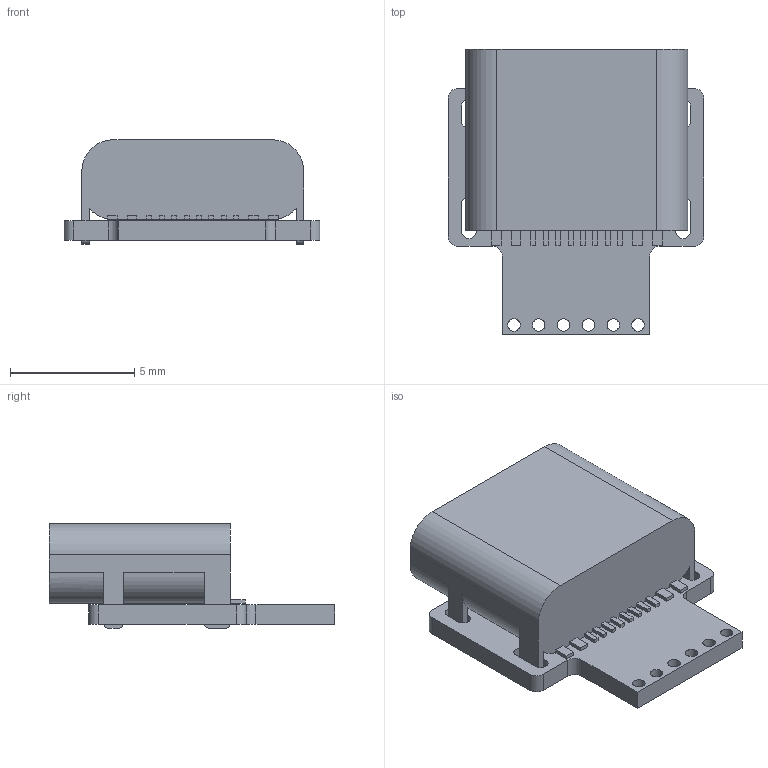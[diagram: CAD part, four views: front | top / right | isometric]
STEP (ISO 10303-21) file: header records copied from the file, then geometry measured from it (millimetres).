
FILE_DESCRIPTION(('KiCad electronic assembly'),'2;1');
FILE_NAME('USB-Spacer.step','2020-05-07T18:19:08',('An Author'),( 'A Company'),'Open CASCADE STEP processor 6.9', 'KiCad to STEP converter','Unknown');
FILE_SCHEMA(('AUTOMOTIVE_DESIGN { 1 0 10303 214 1 1 1 1 }'));
Length unit declared in the file: millimetre
Products named in the file (4): Open CASCADE STEP translator 6.9 1; HRO__TYPE-C-31-M-12; SOLID; COMPOUND
Assembly tree (3 placements, depth 3):
  Open CASCADE STEP translator 6.9 1
    HRO__TYPE-C-31-M-12
      SOLID
    COMPOUND
Bounding box: 10.32 x 11.51 x 4.21 mm (x, y, z)
Volume: 163.6 mm3; surface area: 659.5 mm2
Topology: 2 solids, 2 shells, 176 faces, 484 edges, 316 vertices
Faces by surface type: plane 122, cylinder 44, cone 10
Full cylindrical faces by diameter (mm): 0.5 x8, 0.65 x2
Entity records: 13526 total; most frequent: CARTESIAN_POINT 3736, DIRECTION 1818, LINE 1174, VECTOR 1174, ORIENTED_EDGE 968, PCURVE 968, DEFINITIONAL_REPRESENTATION 968, EDGE_CURVE 484
